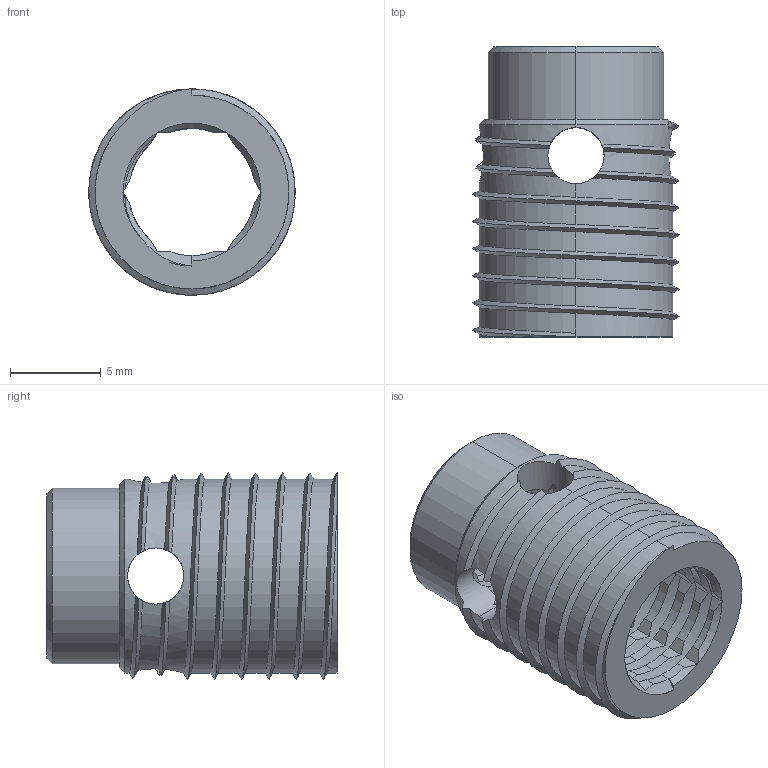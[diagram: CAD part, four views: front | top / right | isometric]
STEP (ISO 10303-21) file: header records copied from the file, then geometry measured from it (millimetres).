
FILE_DESCRIPTION (( 'STEP AP203' ), '1' );
FILE_NAME ('084.312.004.STEP', '2013-01-25T07:33:38', ( 'Alusic' ), ( 'Alusic' ), 'SwSTEP 2.0', 'SolidWorks 2011', '' );
FILE_SCHEMA (( 'CONFIG_CONTROL_DESIGN' ));
Length unit declared in the file: millimetre
Products named in the file (1): 084.312.004
Bounding box: 11.39 x 16 x 11.39 mm (x, y, z)
Volume: 652.5 mm3; surface area: 1267.4 mm2
Topology: 1 solids, 1 shells, 332 faces, 1001 edges, 664 vertices
Faces by surface type: plane 160, cylinder 119, bspline 36, cone 17
Entity records: 25403 total; most frequent: CARTESIAN_POINT 17996, ORIENTED_EDGE 2002, EDGE_CURVE 1001, DIRECTION 966, VERTEX_POINT 664, B_SPLINE_CURVE_WITH_KNOTS 444, AXIS2_PLACEMENT_3D 342, EDGE_LOOP 335
